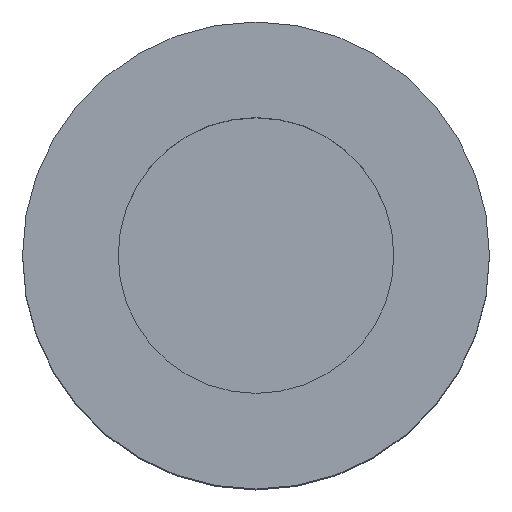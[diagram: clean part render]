
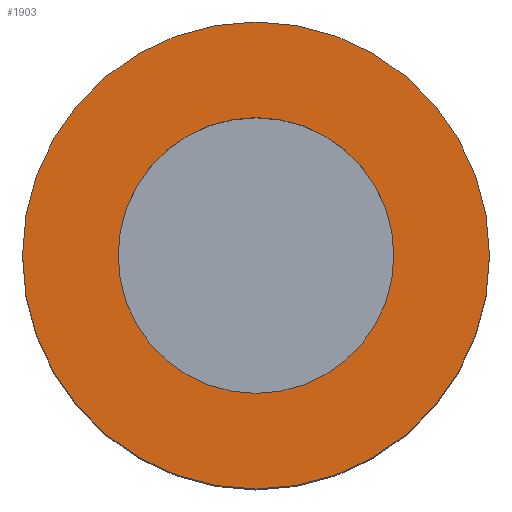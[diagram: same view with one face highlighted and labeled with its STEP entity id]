
A CAD part, top view. The second image highlights one B-rep face of the part: STEP entity #1903.
In plain terms, the highlighted planar face has unit normal (0, 0, 1).
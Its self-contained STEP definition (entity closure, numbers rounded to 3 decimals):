
#18=FACE_BOUND('',#264,.T.);
#109=PLANE('',#2189);
#152=FACE_OUTER_BOUND('',#263,.T.);
#263=EDGE_LOOP('',(#1517));
#264=EDGE_LOOP('',(#1518));
#637=CIRCLE('',#2118,3.1);
#704=CIRCLE('',#2188,5.25);
#874=VERTEX_POINT('',#3506);
#957=VERTEX_POINT('',#3676);
#1097=EDGE_CURVE('',#874,#874,#637,.T.);
#1181=EDGE_CURVE('',#957,#957,#704,.T.);
#1517=ORIENTED_EDGE('',*,*,#1181,.T.);
#1518=ORIENTED_EDGE('',*,*,#1097,.T.);
#1903=ADVANCED_FACE('',(#152,#18),#109,.T.);
#2118=AXIS2_PLACEMENT_3D('',#3507,#2496,#2497);
#2188=AXIS2_PLACEMENT_3D('',#3677,#2653,#2654);
#2189=AXIS2_PLACEMENT_3D('',#3679,#2656,#2657);
#2496=DIRECTION('center_axis',(0.,0.,-1.));
#2497=DIRECTION('ref_axis',(-1.,0.,0.));
#2653=DIRECTION('center_axis',(0.,0.,1.));
#2654=DIRECTION('ref_axis',(1.,0.,0.));
#2656=DIRECTION('center_axis',(0.,0.,1.));
#2657=DIRECTION('ref_axis',(1.,0.,0.));
#3506=CARTESIAN_POINT('',(3.1,0.,6.25));
#3507=CARTESIAN_POINT('Origin',(0.,0.,6.25));
#3676=CARTESIAN_POINT('',(-5.25,0.,6.25));
#3677=CARTESIAN_POINT('Origin',(0.,0.,6.25));
#3679=CARTESIAN_POINT('Origin',(0.,0.,6.25));
